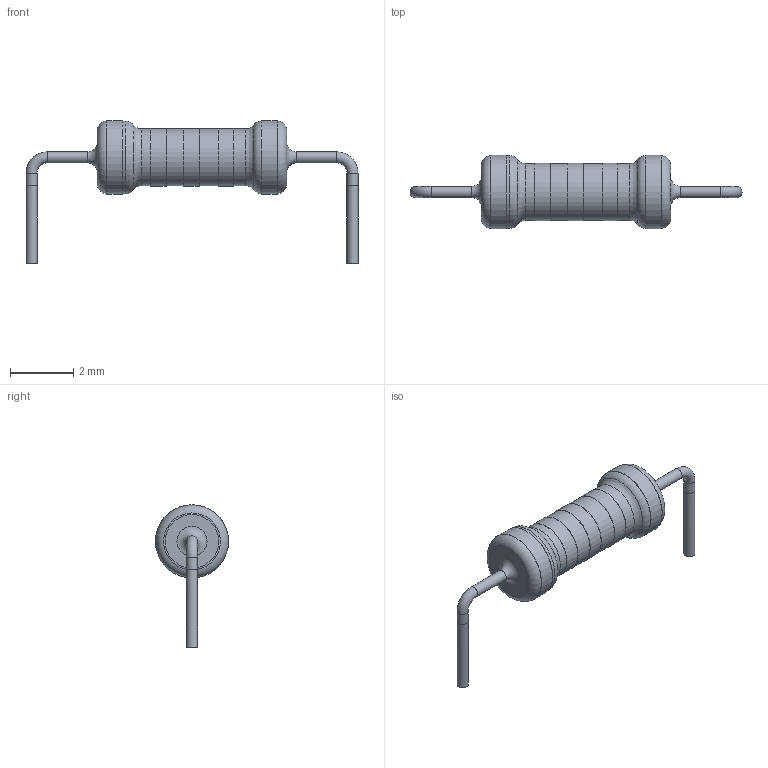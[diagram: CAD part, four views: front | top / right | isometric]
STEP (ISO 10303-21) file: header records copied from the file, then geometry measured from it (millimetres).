
FILE_DESCRIPTION(/* description */ (''),/* implementation_level */ '2;1');
FILE_NAME(/* name */ '68R v1.step',/* time_stamp */ '2019-03-13T10:43:06+00:00',/* author */ (''),/* organization */ (''),/* preprocessor_version */ 'ST-DEVELOPER v17.2',/* originating_system */ 'Autodesk Translation Framework v7.6.0.251',/* authorisation */ '');
FILE_SCHEMA (('AUTOMOTIVE_DESIGN { 1 0 10303 214 3 1 1 }','FEATURE_BASED_PROCESS_PLANNING'));
Length unit declared in the file: millimetre
Products named in the file (1): 68R
Bounding box: 10.51 x 2.32 x 4.51 mm (x, y, z)
Volume: 19.7 mm3; surface area: 104.5 mm2
Topology: 8 solids, 8 shells, 49 faces, 110 edges, 79 vertices
Faces by surface type: cylinder 23, plane 14, torus 12
Full cylindrical faces by diameter (mm): 0.35 x6, 1.8 x6, 1.82 x3, 2.3 x2, 2.32 x2
Entity records: 1720 total; most frequent: CARTESIAN_POINT 375, DIRECTION 285, ORIENTED_EDGE 220, AXIS2_PLACEMENT_3D 133, EDGE_CURVE 110, CIRCLE 83, VERTEX_POINT 79, EDGE_LOOP 61
